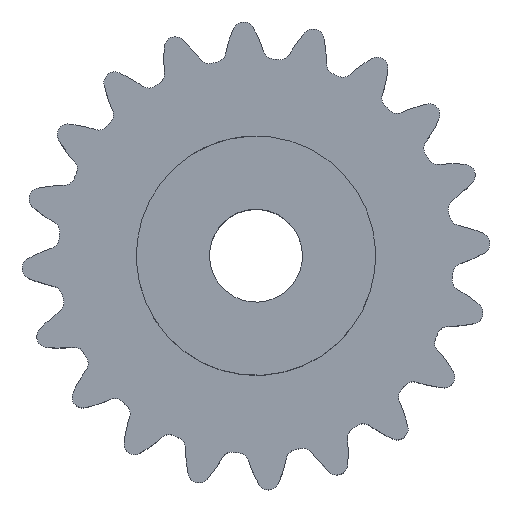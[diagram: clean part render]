
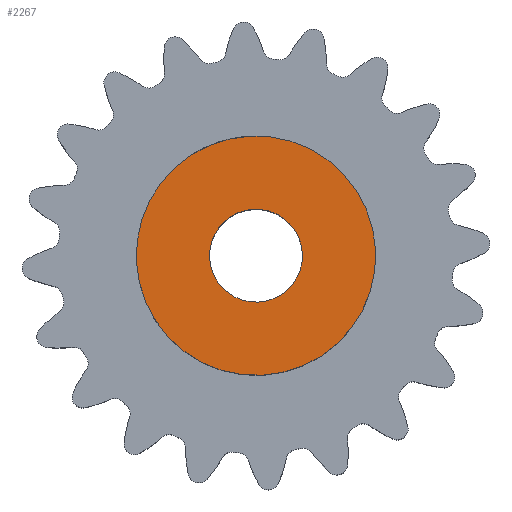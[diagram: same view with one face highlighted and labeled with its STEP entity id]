
A CAD part, top view. The second image highlights one B-rep face of the part: STEP entity #2267.
In plain terms, the highlighted planar face has unit normal (0, 0, 1).
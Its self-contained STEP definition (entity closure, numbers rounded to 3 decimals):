
#23=FACE_BOUND('',#403,.T.);
#28=CIRCLE('',#2410,8.175);
#29=CIRCLE('',#2411,3.175);
#272=PLANE('',#2409);
#276=FACE_OUTER_BOUND('',#402,.T.);
#402=EDGE_LOOP('',(#1407));
#403=EDGE_LOOP('',(#1408));
#786=VERTEX_POINT('',#3735);
#787=VERTEX_POINT('',#3737);
#1035=EDGE_CURVE('',#786,#786,#28,.T.);
#1036=EDGE_CURVE('',#787,#787,#29,.T.);
#1407=ORIENTED_EDGE('',*,*,#1035,.T.);
#1408=ORIENTED_EDGE('',*,*,#1036,.T.);
#2267=ADVANCED_FACE('',(#276,#23),#272,.T.);
#2409=AXIS2_PLACEMENT_3D('',#3734,#2789,#2790);
#2410=AXIS2_PLACEMENT_3D('',#3736,#2791,#2792);
#2411=AXIS2_PLACEMENT_3D('',#3738,#2793,#2794);
#2789=DIRECTION('center_axis',(0.,0.,1.));
#2790=DIRECTION('ref_axis',(1.,0.,0.));
#2791=DIRECTION('center_axis',(0.,0.,1.));
#2792=DIRECTION('ref_axis',(1.,0.,0.));
#2793=DIRECTION('center_axis',(0.,0.,-1.));
#2794=DIRECTION('ref_axis',(1.,0.,0.));
#3734=CARTESIAN_POINT('Origin',(-30.,0.,7.));
#3735=CARTESIAN_POINT('',(-38.175,0.,7.));
#3736=CARTESIAN_POINT('Origin',(-30.,0.,7.));
#3737=CARTESIAN_POINT('',(-33.175,0.,7.));
#3738=CARTESIAN_POINT('Origin',(-30.,0.,7.));
